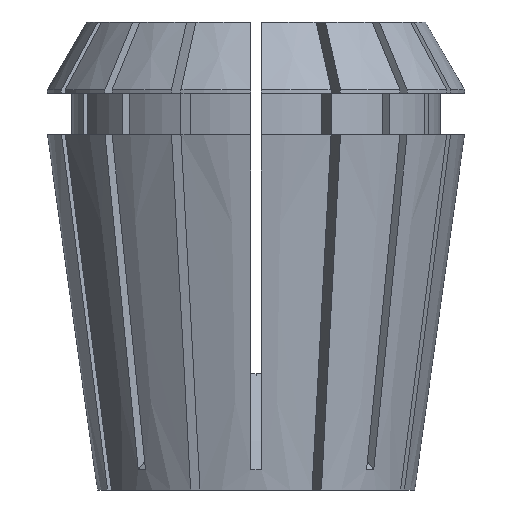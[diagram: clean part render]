
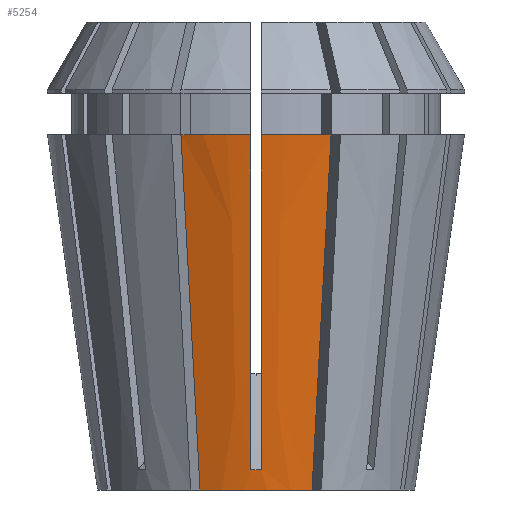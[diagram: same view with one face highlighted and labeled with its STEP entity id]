
A CAD part, front view. The second image highlights one B-rep face of the part: STEP entity #5254.
In plain terms, the highlighted conical face has half-angle 8 degrees and reference radius 15.595 mm.
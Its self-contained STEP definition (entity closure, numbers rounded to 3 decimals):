
#192 = CARTESIAN_POINT ( 'NONE',  ( -0.5, -16.084, 3.535 ) ) ;
#198 = CIRCLE ( 'NONE', #3276, 15.595 ) ;
#234 = CARTESIAN_POINT ( 'NONE',  ( -7.381, -19.126, 34.9 ) ) ;
#236 = CARTESIAN_POINT ( 'NONE',  ( 0., 0., 34.9 ) ) ;
#304 = VERTEX_POINT ( 'NONE', #1590 ) ;
#326 = ORIENTED_EDGE ( 'NONE', *, *, #3076, .T. ) ;
#392 = EDGE_CURVE ( 'NONE', #481, #304, #1307, .T. ) ;
#427 = CARTESIAN_POINT ( 'NONE',  ( -0.5, -18.832, 23.076 ) ) ;
#481 = VERTEX_POINT ( 'NONE', #234 ) ;
#497 = VERTEX_POINT ( 'NONE', #1919 ) ;
#543 = CARTESIAN_POINT ( 'NONE',  ( -0.5, -16.192, 4.3 ) ) ;
#648 = DIRECTION ( 'NONE',  ( -1., 0., 0. ) ) ;
#740 = CARTESIAN_POINT ( 'NONE',  ( 0.5, -20.38, 34.088 ) ) ;
#742 = CARTESIAN_POINT ( 'NONE',  ( 0.5, -20.494, 34.9 ) ) ;
#783 = CARTESIAN_POINT ( 'NONE',  ( 7.381, -19.126, 34.9 ) ) ;
#803 = CIRCLE ( 'NONE', #2642, 20.5 ) ;
#901 = EDGE_CURVE ( 'NONE', #2274, #1367, #1392, .T. ) ;
#1063 = CARTESIAN_POINT ( 'NONE',  ( -0.5, -15.977, 2.77 ) ) ;
#1174 = CARTESIAN_POINT ( 'NONE',  ( 0.5, -15.977, 2.77 ) ) ;
#1223 = CARTESIAN_POINT ( 'NONE',  ( 6.129, -16.104, 11.633 ) ) ;
#1254 = CARTESIAN_POINT ( 'NONE',  ( -6.755, -17.615, 23.267 ) ) ;
#1307 = B_SPLINE_CURVE_WITH_KNOTS ( 'NONE', 3,
 ( #4327, #1254, #3569, #3608 ),
 .UNSPECIFIED., .F., .F.,
 ( 4, 4 ),
 ( 0., 0.035 ),
 .UNSPECIFIED. ) ;
#1323 = CARTESIAN_POINT ( 'NONE',  ( 0., 0., 34.9 ) ) ;
#1364 = DIRECTION ( 'NONE',  ( -1., 0., 0. ) ) ;
#1367 = VERTEX_POINT ( 'NONE', #3708 ) ;
#1392 = B_SPLINE_CURVE_WITH_KNOTS ( 'NONE', 3,
 ( #783, #3758, #1223, #4182 ),
 .UNSPECIFIED., .F., .F.,
 ( 4, 4 ),
 ( 0., 0.035 ),
 .UNSPECIFIED. ) ;
#1480 = ORIENTED_EDGE ( 'NONE', *, *, #392, .T. ) ;
#1590 = CARTESIAN_POINT ( 'NONE',  ( -5.503, -14.592, 0. ) ) ;
#1602 = VERTEX_POINT ( 'NONE', #2664 ) ;
#1611 = CARTESIAN_POINT ( 'NONE',  ( 0.5, -15.869, 2.006 ) ) ;
#1632 = CARTESIAN_POINT ( 'NONE',  ( 0.5, -17.512, 13.688 ) ) ;
#1722 = FACE_OUTER_BOUND ( 'NONE', #1751, .T. ) ;
#1751 = EDGE_LOOP ( 'NONE', ( #2698, #3473, #326, #5087, #2300, #4628, #1480, #2768 ) ) ;
#1811 = AXIS2_PLACEMENT_3D ( 'NONE', #236, #5293, #3198 ) ;
#1832 = AXIS2_PLACEMENT_3D ( 'NONE', #2633, #2219, #3947 ) ;
#1919 = CARTESIAN_POINT ( 'NONE',  ( 0.5, -15.869, 2.006 ) ) ;
#2052 = CARTESIAN_POINT ( 'NONE',  ( -0.5, -20.494, 34.9 ) ) ;
#2198 = EDGE_CURVE ( 'NONE', #4202, #481, #4716, .T. ) ;
#2213 = B_SPLINE_CURVE_WITH_KNOTS ( 'NONE', 3,
 ( #2237, #740, #3736, #2451, #2418, #1632, #3712, #5486, #1174, #1611 ),
 .UNSPECIFIED., .F., .F.,
 ( 4, 3, 3, 4 ),
 ( 0.076, 0.078, 0.107, 0.109 ),
 .UNSPECIFIED. ) ;
#2219 = DIRECTION ( 'NONE',  ( 0., 0., 1. ) ) ;
#2237 = CARTESIAN_POINT ( 'NONE',  ( 0.5, -20.494, 34.9 ) ) ;
#2274 = VERTEX_POINT ( 'NONE', #4489 ) ;
#2289 = VERTEX_POINT ( 'NONE', #742 ) ;
#2300 = ORIENTED_EDGE ( 'NONE', *, *, #3314, .F. ) ;
#2383 = B_SPLINE_CURVE_WITH_KNOTS ( 'NONE', 3,
 ( #3639, #5330, #2790, #4471 ),
 .UNSPECIFIED., .F., .F.,
 ( 4, 4 ),
 ( 0., 0.001 ),
 .UNSPECIFIED. ) ;
#2418 = CARTESIAN_POINT ( 'NONE',  ( 0.5, -18.832, 23.076 ) ) ;
#2451 = CARTESIAN_POINT ( 'NONE',  ( 0.5, -20.152, 32.464 ) ) ;
#2633 = CARTESIAN_POINT ( 'NONE',  ( 0., 0., 0. ) ) ;
#2642 = AXIS2_PLACEMENT_3D ( 'NONE', #1323, #3918, #1364 ) ;
#2664 = CARTESIAN_POINT ( 'NONE',  ( -0.5, -15.869, 2.006 ) ) ;
#2698 = ORIENTED_EDGE ( 'NONE', *, *, #901, .F. ) ;
#2740 = DIRECTION ( 'NONE',  ( 0., 0., -1. ) ) ;
#2768 = ORIENTED_EDGE ( 'NONE', *, *, #3623, .F. ) ;
#2790 = CARTESIAN_POINT ( 'NONE',  ( 0.167, -15.879, 1.998 ) ) ;
#3076 = EDGE_CURVE ( 'NONE', #2289, #497, #2213, .T. ) ;
#3198 = DIRECTION ( 'NONE',  ( -1., 0., 0. ) ) ;
#3276 = AXIS2_PLACEMENT_3D ( 'NONE', #4455, #2740, #648 ) ;
#3314 = EDGE_CURVE ( 'NONE', #4202, #1602, #4395, .T. ) ;
#3473 = ORIENTED_EDGE ( 'NONE', *, *, #3988, .T. ) ;
#3534 = CARTESIAN_POINT ( 'NONE',  ( -0.5, -15.869, 2.006 ) ) ;
#3569 = CARTESIAN_POINT ( 'NONE',  ( -6.129, -16.104, 11.633 ) ) ;
#3608 = CARTESIAN_POINT ( 'NONE',  ( -5.503, -14.592, 0. ) ) ;
#3623 = EDGE_CURVE ( 'NONE', #1367, #304, #198, .T. ) ;
#3639 = CARTESIAN_POINT ( 'NONE',  ( -0.5, -15.869, 2.006 ) ) ;
#3708 = CARTESIAN_POINT ( 'NONE',  ( 5.503, -14.592, 0. ) ) ;
#3712 = CARTESIAN_POINT ( 'NONE',  ( 0.5, -16.192, 4.3 ) ) ;
#3736 = CARTESIAN_POINT ( 'NONE',  ( 0.5, -20.266, 33.276 ) ) ;
#3758 = CARTESIAN_POINT ( 'NONE',  ( 6.755, -17.615, 23.267 ) ) ;
#3815 = CARTESIAN_POINT ( 'NONE',  ( -0.5, -17.512, 13.688 ) ) ;
#3831 = CARTESIAN_POINT ( 'NONE',  ( -0.5, -20.266, 33.276 ) ) ;
#3913 = CONICAL_SURFACE ( 'NONE', #1832, 15.595, 0.14 ) ;
#3918 = DIRECTION ( 'NONE',  ( 0., 0., -1. ) ) ;
#3947 = DIRECTION ( 'NONE',  ( 1., 0., 0. ) ) ;
#3988 = EDGE_CURVE ( 'NONE', #2274, #2289, #803, .T. ) ;
#4182 = CARTESIAN_POINT ( 'NONE',  ( 5.503, -14.592, 0. ) ) ;
#4202 = VERTEX_POINT ( 'NONE', #4883 ) ;
#4327 = CARTESIAN_POINT ( 'NONE',  ( -7.381, -19.126, 34.9 ) ) ;
#4382 = EDGE_CURVE ( 'NONE', #1602, #497, #2383, .T. ) ;
#4395 = B_SPLINE_CURVE_WITH_KNOTS ( 'NONE', 3,
 ( #2052, #4555, #3831, #5515, #427, #3815, #543, #192, #1063, #3534 ),
 .UNSPECIFIED., .F., .F.,
 ( 4, 3, 3, 4 ),
 ( 0.076, 0.078, 0.107, 0.109 ),
 .UNSPECIFIED. ) ;
#4455 = CARTESIAN_POINT ( 'NONE',  ( 0., 0., 0. ) ) ;
#4471 = CARTESIAN_POINT ( 'NONE',  ( 0.5, -15.869, 2.006 ) ) ;
#4489 = CARTESIAN_POINT ( 'NONE',  ( 7.381, -19.126, 34.9 ) ) ;
#4555 = CARTESIAN_POINT ( 'NONE',  ( -0.5, -20.38, 34.088 ) ) ;
#4628 = ORIENTED_EDGE ( 'NONE', *, *, #2198, .T. ) ;
#4716 = CIRCLE ( 'NONE', #1811, 20.5 ) ;
#4883 = CARTESIAN_POINT ( 'NONE',  ( -0.5, -20.494, 34.9 ) ) ;
#5087 = ORIENTED_EDGE ( 'NONE', *, *, #4382, .F. ) ;
#5254 = ADVANCED_FACE ( 'NONE', ( #1722 ), #3913, .T. ) ;
#5293 = DIRECTION ( 'NONE',  ( 0., 0., -1. ) ) ;
#5330 = CARTESIAN_POINT ( 'NONE',  ( -0.167, -15.879, 1.998 ) ) ;
#5486 = CARTESIAN_POINT ( 'NONE',  ( 0.5, -16.084, 3.535 ) ) ;
#5515 = CARTESIAN_POINT ( 'NONE',  ( -0.5, -20.152, 32.464 ) ) ;
